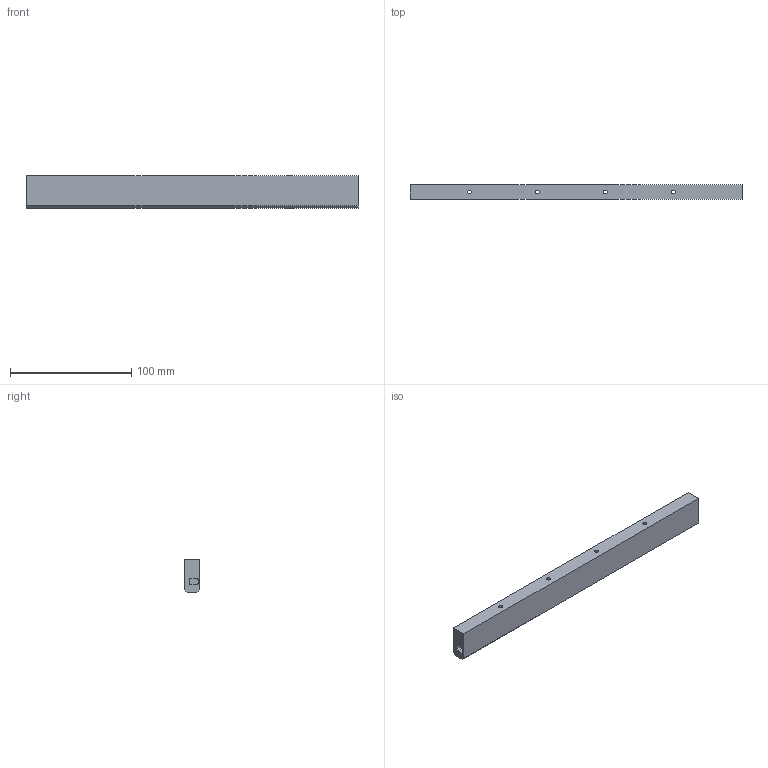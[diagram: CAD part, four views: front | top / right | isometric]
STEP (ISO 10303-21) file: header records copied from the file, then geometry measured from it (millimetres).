
FILE_DESCRIPTION(/* description */ (''),/* implementation_level */ '2;1');
FILE_NAME(/* name */ 'Lid Hinge Angle - v3 r1.5.step',/* time_stamp */ '2024-09-26T16:56:19+02:00',/* author */ (''),/* organization */ (''),/* preprocessor_version */ 'ST-DEVELOPER v20',/* originating_system */ 'Autodesk Translation Framework v13.20.0.188',/* authorisation */ '');
FILE_SCHEMA (('AUTOMOTIVE_DESIGN { 1 0 10303 214 3 1 1 }'));
Length unit declared in the file: millimetre
Products named in the file (1): Lid Hinge Angle - ABS CNC - AL Review
Bounding box: 273.93 x 12 x 26.9 mm (x, y, z)
Volume: 85911.6 mm3; surface area: 22598.6 mm2
Topology: 1 solids, 1 shells, 34 faces, 86 edges, 56 vertices
Faces by surface type: plane 18, cylinder 12, cone 4
Full cylindrical faces by diameter (mm): 3.2 x4
Entity records: 1082 total; most frequent: DIRECTION 184, CARTESIAN_POINT 177, ORIENTED_EDGE 172, EDGE_CURVE 86, AXIS2_PLACEMENT_3D 63, LINE 58, VECTOR 58, VERTEX_POINT 56
